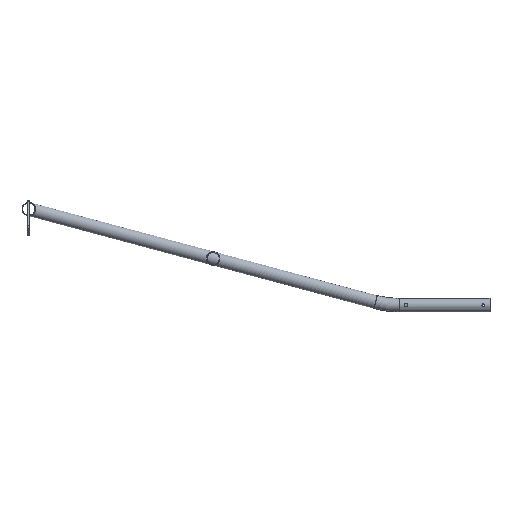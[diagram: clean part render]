
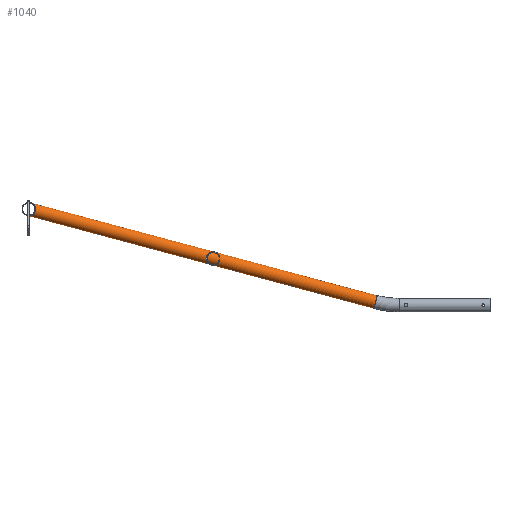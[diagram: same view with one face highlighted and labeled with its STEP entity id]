
A CAD part, left-side view. The second image highlights one B-rep face of the part: STEP entity #1040.
In plain terms, the highlighted cylindrical face has radius 19.05 mm (diameter 38.1 mm), a full revolution.
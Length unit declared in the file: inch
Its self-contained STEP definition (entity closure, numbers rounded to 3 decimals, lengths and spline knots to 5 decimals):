
#189=ELLIPSE('',#1160,1.06066,0.75);
#190=ELLIPSE('',#1162,1.06066,0.75);
#216=CYLINDRICAL_SURFACE('',#1158,0.75);
#262=FACE_BOUND('',#370,.T.);
#298=FACE_OUTER_BOUND('',#369,.T.);
#369=EDGE_LOOP('',(#749,#750,#751,#752));
#370=EDGE_LOOP('',(#753));
#466=CIRCLE('',#1157,0.75);
#467=CIRCLE('',#1159,0.75);
#468=CIRCLE('',#1161,0.75);
#516=VERTEX_POINT('',#1764);
#517=VERTEX_POINT('',#1767);
#518=VERTEX_POINT('',#1768);
#519=VERTEX_POINT('',#1770);
#520=VERTEX_POINT('',#1772);
#614=EDGE_CURVE('',#516,#516,#466,.T.);
#615=EDGE_CURVE('',#517,#518,#467,.T.);
#616=EDGE_CURVE('',#519,#518,#189,.T.);
#617=EDGE_CURVE('',#519,#520,#468,.T.);
#618=EDGE_CURVE('',#520,#517,#190,.T.);
#749=ORIENTED_EDGE('',*,*,#615,.T.);
#750=ORIENTED_EDGE('',*,*,#616,.F.);
#751=ORIENTED_EDGE('',*,*,#617,.T.);
#752=ORIENTED_EDGE('',*,*,#618,.T.);
#753=ORIENTED_EDGE('',*,*,#614,.T.);
#1040=ADVANCED_FACE('',(#298,#262),#216,.T.);
#1157=AXIS2_PLACEMENT_3D('',#1765,#1299,#1300);
#1158=AXIS2_PLACEMENT_3D('',#1766,#1301,#1302);
#1159=AXIS2_PLACEMENT_3D('',#1769,#1303,#1304);
#1160=AXIS2_PLACEMENT_3D('',#1771,#1305,#1306);
#1161=AXIS2_PLACEMENT_3D('',#1773,#1307,#1308);
#1162=AXIS2_PLACEMENT_3D('',#1774,#1309,#1310);
#1299=DIRECTION('center_axis',(0.,0.966,0.259));
#1300=DIRECTION('ref_axis',(0.,0.259,-0.966));
#1301=DIRECTION('center_axis',(0.,0.966,0.259));
#1302=DIRECTION('ref_axis',(0.,-0.259,0.966));
#1303=DIRECTION('center_axis',(0.,-0.966,-0.259));
#1304=DIRECTION('ref_axis',(0.,0.259,-0.966));
#1305=DIRECTION('center_axis',(0.707,0.683,0.183));
#1306=DIRECTION('ref_axis',(0.707,-0.683,-0.183));
#1307=DIRECTION('center_axis',(0.,-0.966,-0.259));
#1308=DIRECTION('ref_axis',(0.,-0.259,0.966));
#1309=DIRECTION('center_axis',(0.707,-0.683,-0.183));
#1310=DIRECTION('ref_axis',(-0.707,-0.683,-0.183));
#1764=CARTESIAN_POINT('',(0.,12.7823,-0.3837));
#1765=CARTESIAN_POINT('Origin',(0.,12.58819,0.34074));
#1766=CARTESIAN_POINT('Origin',(0.,12.58819,0.34074));
#1767=CARTESIAN_POINT('',(-0.25882,50.68219,9.81924));
#1768=CARTESIAN_POINT('',(0.25882,50.68219,9.81924));
#1769=CARTESIAN_POINT('Origin',(0.,50.5,10.49918));
#1770=CARTESIAN_POINT('',(0.25882,50.31781,11.17912));
#1771=CARTESIAN_POINT('Origin',(0.,50.75,10.56617));
#1772=CARTESIAN_POINT('',(-0.25882,50.31781,11.17912));
#1773=CARTESIAN_POINT('Origin',(0.,50.5,10.49918));
#1774=CARTESIAN_POINT('Origin',(0.,50.75,10.56617));
